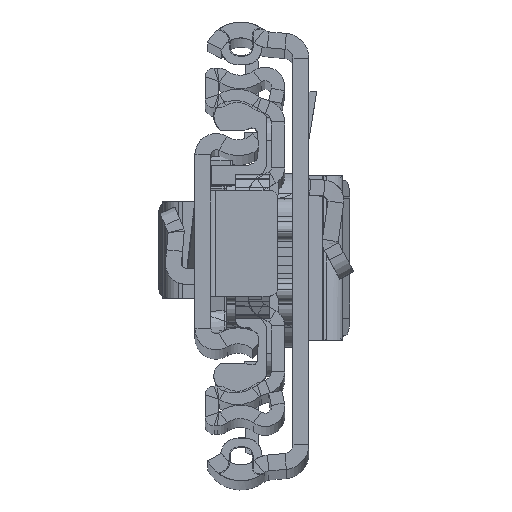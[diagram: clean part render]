
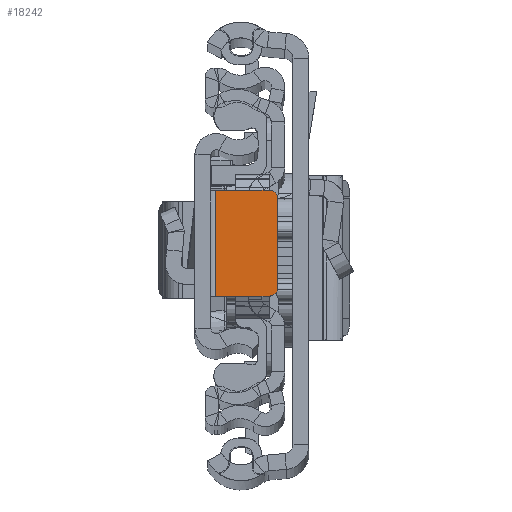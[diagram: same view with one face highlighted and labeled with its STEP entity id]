
A CAD part, top view. The second image highlights one B-rep face of the part: STEP entity #18242.
In plain terms, the highlighted planar face has unit normal (0, 0, 1).
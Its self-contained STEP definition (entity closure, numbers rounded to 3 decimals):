
#521 = AXIS2_PLACEMENT_3D ( 'NONE', #28763, #10528, #19390 ) ;
#586 = CARTESIAN_POINT ( 'NONE',  ( -8.4, 6.151, -6.8 ) ) ;
#703 = CARTESIAN_POINT ( 'NONE',  ( -9.4, 6.151, -6.8 ) ) ;
#1270 = CARTESIAN_POINT ( 'NONE',  ( -2.3, 6.151, -6.8 ) ) ;
#3191 = CARTESIAN_POINT ( 'NONE',  ( -9.4, -5.849, -6.8 ) ) ;
#3989 = EDGE_CURVE ( 'NONE', #26459, #19625, #14073, .T. ) ;
#4568 = VERTEX_POINT ( 'NONE', #29179 ) ;
#4962 = DIRECTION ( 'NONE',  ( 0., -1., 0. ) ) ;
#5124 = EDGE_CURVE ( 'NONE', #19625, #21373, #11959, .T. ) ;
#5406 = CARTESIAN_POINT ( 'NONE',  ( -9.4, -4.849, -6.8 ) ) ;
#5877 = EDGE_LOOP ( 'NONE', ( #23628, #19861, #24702, #8640, #11843, #20165 ) ) ;
#5893 = VECTOR ( 'NONE', #9473, 1000. ) ;
#6000 = VECTOR ( 'NONE', #21775, 1000. ) ;
#6935 = VECTOR ( 'NONE', #4962, 1000. ) ;
#8640 = ORIENTED_EDGE ( 'NONE', *, *, #3989, .F. ) ;
#9473 = DIRECTION ( 'NONE',  ( 1., 0., 0. ) ) ;
#9881 = EDGE_CURVE ( 'NONE', #29569, #4568, #20628, .T. ) ;
#10528 = DIRECTION ( 'NONE',  ( 0., 0., 1. ) ) ;
#10778 = DIRECTION ( 'NONE',  ( 1., 0., 0. ) ) ;
#11668 = DIRECTION ( 'NONE',  ( 0., 0., 1. ) ) ;
#11843 = ORIENTED_EDGE ( 'NONE', *, *, #15890, .F. ) ;
#11959 = LINE ( 'NONE', #3191, #23908 ) ;
#12008 = LINE ( 'NONE', #703, #6000 ) ;
#12499 = PLANE ( 'NONE',  #521 ) ;
#14073 = LINE ( 'NONE', #18980, #6935 ) ;
#14810 = CARTESIAN_POINT ( 'NONE',  ( -1.8, 6.151, -6.8 ) ) ;
#15210 = CARTESIAN_POINT ( 'NONE',  ( -8.4, -5.849, -6.8 ) ) ;
#15890 = EDGE_CURVE ( 'NONE', #29569, #26459, #17100, .T. ) ;
#16741 = VERTEX_POINT ( 'NONE', #5406 ) ;
#17100 = LINE ( 'NONE', #14810, #5893 ) ;
#18242 = ADVANCED_FACE ( 'NONE', ( #26507 ), #12499, .T. ) ;
#18980 = CARTESIAN_POINT ( 'NONE',  ( -2.3, 6.151, -6.8 ) ) ;
#19314 = DIRECTION ( 'NONE',  ( -1., 0., 0. ) ) ;
#19390 = DIRECTION ( 'NONE',  ( 1., 0., 0. ) ) ;
#19625 = VERTEX_POINT ( 'NONE', #21187 ) ;
#19861 = ORIENTED_EDGE ( 'NONE', *, *, #21397, .T. ) ;
#20165 = ORIENTED_EDGE ( 'NONE', *, *, #9881, .T. ) ;
#20628 = CIRCLE ( 'NONE', #22115, 1. ) ;
#21187 = CARTESIAN_POINT ( 'NONE',  ( -2.3, -5.849, -6.8 ) ) ;
#21280 = DIRECTION ( 'NONE',  ( 1., 0., 0. ) ) ;
#21373 = VERTEX_POINT ( 'NONE', #15210 ) ;
#21397 = EDGE_CURVE ( 'NONE', #16741, #21373, #21470, .T. ) ;
#21470 = CIRCLE ( 'NONE', #25351, 1. ) ;
#21775 = DIRECTION ( 'NONE',  ( 0., 1., 0. ) ) ;
#22115 = AXIS2_PLACEMENT_3D ( 'NONE', #25669, #11668, #21280 ) ;
#23628 = ORIENTED_EDGE ( 'NONE', *, *, #29771, .F. ) ;
#23908 = VECTOR ( 'NONE', #19314, 1000. ) ;
#24656 = DIRECTION ( 'NONE',  ( 0., 0., 1. ) ) ;
#24702 = ORIENTED_EDGE ( 'NONE', *, *, #5124, .F. ) ;
#25351 = AXIS2_PLACEMENT_3D ( 'NONE', #26609, #24656, #10778 ) ;
#25669 = CARTESIAN_POINT ( 'NONE',  ( -8.4, 5.151, -6.8 ) ) ;
#26459 = VERTEX_POINT ( 'NONE', #1270 ) ;
#26507 = FACE_OUTER_BOUND ( 'NONE', #5877, .T. ) ;
#26609 = CARTESIAN_POINT ( 'NONE',  ( -8.4, -4.849, -6.8 ) ) ;
#28763 = CARTESIAN_POINT ( 'NONE',  ( 0., 0., -6.8 ) ) ;
#29179 = CARTESIAN_POINT ( 'NONE',  ( -9.4, 5.151, -6.8 ) ) ;
#29569 = VERTEX_POINT ( 'NONE', #586 ) ;
#29771 = EDGE_CURVE ( 'NONE', #16741, #4568, #12008, .T. ) ;
